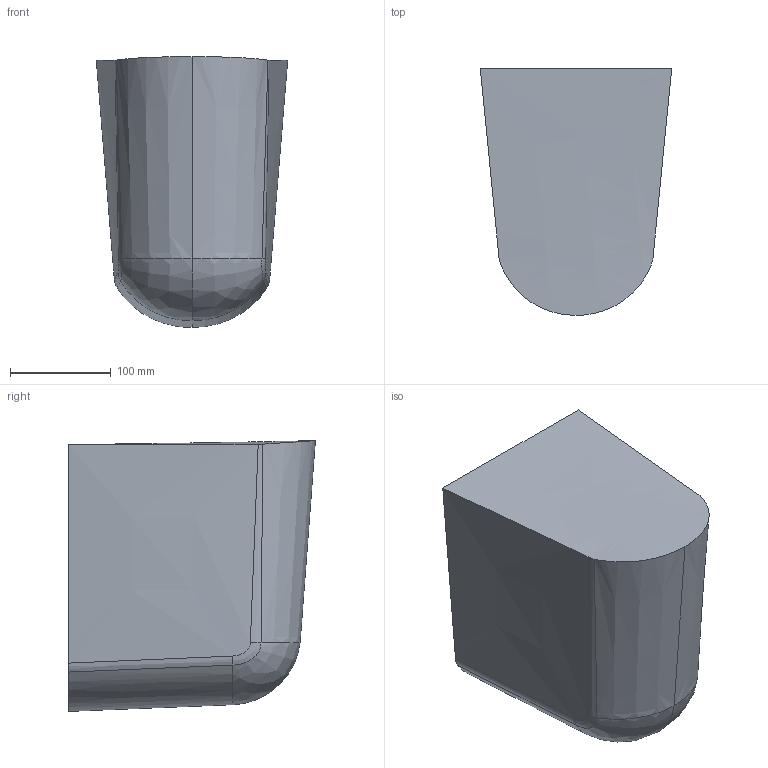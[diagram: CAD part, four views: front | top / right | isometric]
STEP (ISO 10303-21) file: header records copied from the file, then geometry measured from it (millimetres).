
FILE_DESCRIPTION(/* description */ (''),/* implementation_level */ '2;1');
FILE_NAME(/* name */ '724400_Subway_ALBH.stp',/* time_stamp */ '2019-02-22T09:44:25+01:00',/* author */ (''),/* organization */ (''),/* preprocessor_version */ 'ST-DEVELOPER v16',/* originating_system */ 'SIEMENS PLM Software NX 10.0',/* authorisation */ '');
FILE_SCHEMA (('AUTOMOTIVE_DESIGN { 1 0 10303 214 3 1 1 1 }'));
Length unit declared in the file: millimetre
Products named in the file (1): math27C8D09Cbeol
Bounding box: 190 x 245 x 268.87 mm (x, y, z)
Volume: 8668775.5 mm3; surface area: 244577.4 mm2
Topology: 1 solids, 1 shells, 16 faces, 40 edges, 26 vertices
Faces by surface type: bspline 15, plane 1
Entity records: 2160 total; most frequent: CARTESIAN_POINT 1870, ORIENTED_EDGE 80, EDGE_CURVE 40, B_SPLINE_CURVE_WITH_KNOTS 32, VERTEX_POINT 26, ADVANCED_FACE 16, FACE_OUTER_BOUND 16, EDGE_LOOP 16
